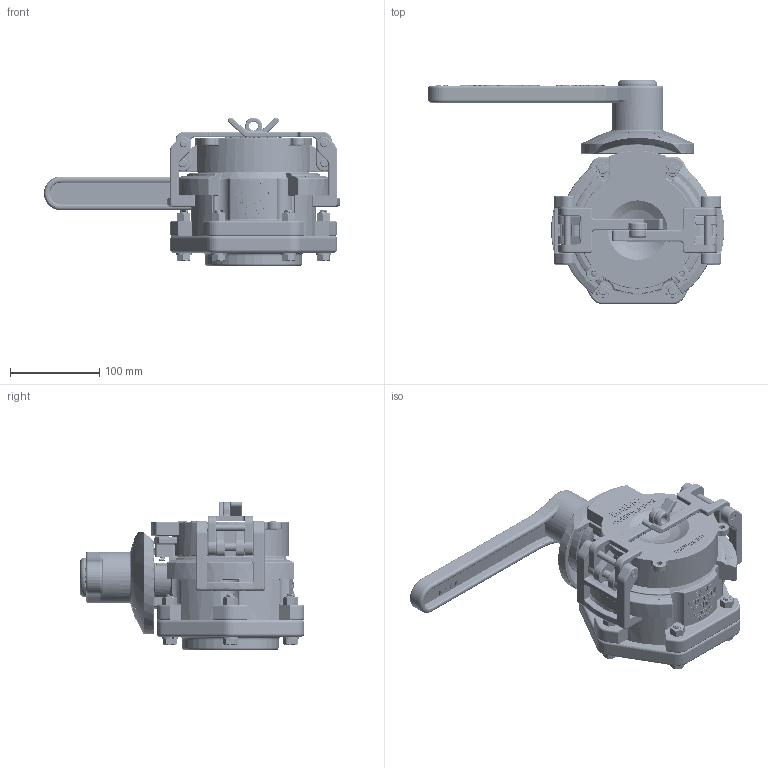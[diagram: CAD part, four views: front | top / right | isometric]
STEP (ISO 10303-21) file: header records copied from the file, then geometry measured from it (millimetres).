
FILE_DESCRIPTION(/* description */ ('3" FP PP DM Male FKM'),/* implementation_level */ '2;1');
FILE_NAME(/* name */ 'DM300AFP.stp',/* time_stamp */ '2016-11-04T10:51:56-04:00',/* author */ ('areid'),/* organization */ (''),/* preprocessor_version */ 'ST-DEVELOPER v16.5',/* originating_system */ 'Autodesk Inventor 2017',/* authorisation */ '');
FILE_SCHEMA (('AUTOMOTIVE_DESIGN { 1 0 10303 214 3 1 1 }'));
Length unit declared in the file: inch
Products named in the file (36): DM300AFP; DM35254M; DM35254MY; DM35254MX; V35264; VX35264; V30151C; V30151X; DM35255; DM35255M; DM35255Y; DM35255X; A020V; DM35258; V35265; V25060; DM35288M; DM35281; DM35153M; V25121; V25020; V25502; V35258A; DP02063; DM35006; V20018; V20010SS; V20019; DM300CAP; DM300CAPY; DM300CAPX; DM35294; DM35011; DM35012; GP038200; GP0516300
Assembly tree (60 placements, depth 5):
  DM300AFP
    DM35254M
      DM35254MY
        DM35254MX
    V35264
      VX35264
    V30151C
      V30151X
    V25060  x2
    DM35255
      DM35255M
        DM35255Y
          DM35255X
    A020V  x2
    DM35258
    V35265
    DM35288M
    DM35281
    DM35153M
    V25121
    V25020
    V25502
    V35258A
    DM35006  x2
    DP02063  x4
    V20018  x6
    V20010SS  x6
    V20019  x6
    DM300CAP
      DM300CAPY
        DM300CAPX
      DM35294
      DM35011  x2
      DM35012  x2
      GP038200  x2
      GP0516300  x2
Bounding box: 331.5 x 250.82 x 166.5 mm (x, y, z)
Volume: 2104291.8 mm3; surface area: 590735.4 mm2
Topology: 52 solids, 52 shells, 5666 faces, 13784 edges, 8377 vertices
Faces by surface type: plane 1800, cylinder 1481, bspline 1130, cone 670, torus 474, sphere 111
Full cylindrical faces by diameter (mm): 2.083 x4, 2.184 x4, 3.175 x4, 6.35 x2, 7.798 x1, 7.899 x2, 7.95 x1, 8.001 x4, 8.128 x4, 9.525 x7, 9.779 x4, 9.906 x2, 10.312 x1, 11.176 x12, 11.557 x2, 12.7 x2, 14.275 x1, 23.495 x2, 25.4 x2, 25.527 x3, 25.806 x1, 31.75 x3, 34.392 x1, 38.1 x4, 42.545 x1, 43.18 x3, 44.45 x1, 57.785 x1, 74.168 x1, 76.2 x3
Entity records: 183457 total; most frequent: CARTESIAN_POINT 93456, ORIENTED_EDGE 19250, DIRECTION 16752, EDGE_CURVE 9623, VERTEX_POINT 6119, AXIS2_PLACEMENT_3D 6026, LINE 4700, VECTOR 4700
